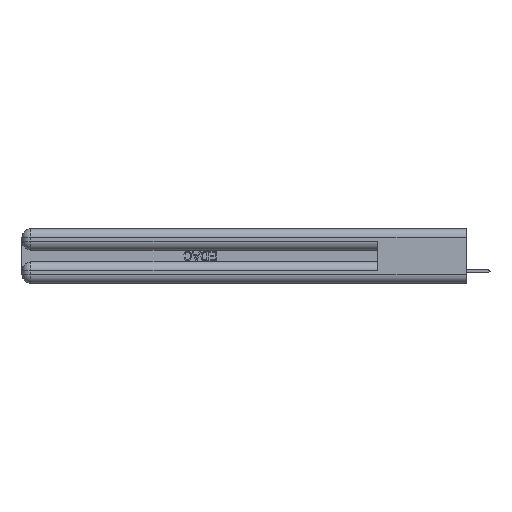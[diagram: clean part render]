
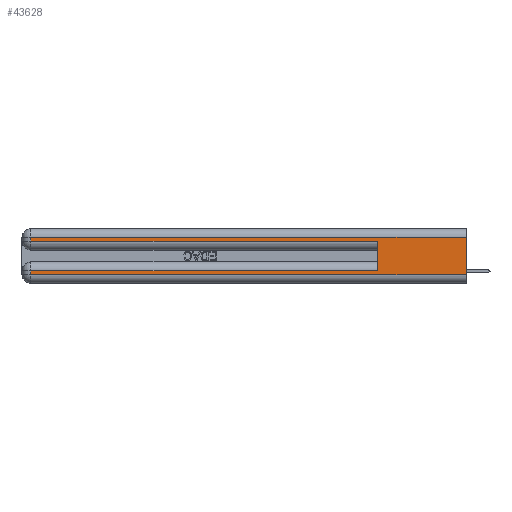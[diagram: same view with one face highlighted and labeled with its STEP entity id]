
A CAD part, left-side view. The second image highlights one B-rep face of the part: STEP entity #43628.
In plain terms, the highlighted planar face has unit normal (-1, 0, 0).
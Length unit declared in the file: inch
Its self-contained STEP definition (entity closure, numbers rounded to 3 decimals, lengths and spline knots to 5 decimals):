
#532 = VERTEX_POINT ( 'NONE', #43025 ) ;
#1277 = VERTEX_POINT ( 'NONE', #44689 ) ;
#2196 = ORIENTED_EDGE ( 'NONE', *, *, #25870, .T. ) ;
#2448 = CARTESIAN_POINT ( 'NONE',  ( 0., 2.94, 0.285 ) ) ;
#2845 = LINE ( 'NONE', #38799, #42570 ) ;
#4188 = DIRECTION ( 'NONE',  ( 0., 0., 1. ) ) ;
#6968 = EDGE_CURVE ( 'NONE', #29528, #48266, #28015, .T. ) ;
#7407 = VECTOR ( 'NONE', #47664, 39.37008 ) ;
#8071 = DIRECTION ( 'NONE',  ( 0., -1., 0. ) ) ;
#8700 = CARTESIAN_POINT ( 'NONE',  ( 0., 0., 0.37 ) ) ;
#8914 = VERTEX_POINT ( 'NONE', #21326 ) ;
#9929 = EDGE_CURVE ( 'NONE', #1277, #24650, #41722, .T. ) ;
#10386 = VECTOR ( 'NONE', #8071, 39.37008 ) ;
#11165 = CARTESIAN_POINT ( 'NONE',  ( 0., 0., 0.37 ) ) ;
#11432 = ORIENTED_EDGE ( 'NONE', *, *, #9929, .T. ) ;
#12023 = VERTEX_POINT ( 'NONE', #46723 ) ;
#12083 = ORIENTED_EDGE ( 'NONE', *, *, #17846, .T. ) ;
#12611 = ORIENTED_EDGE ( 'NONE', *, *, #49184, .F. ) ;
#13330 = VECTOR ( 'NONE', #37384, 39.37008 ) ;
#13783 = CARTESIAN_POINT ( 'NONE',  ( 0., 0.6, 0.085 ) ) ;
#14014 = ORIENTED_EDGE ( 'NONE', *, *, #25565, .T. ) ;
#14630 = VERTEX_POINT ( 'NONE', #2448 ) ;
#16605 = EDGE_CURVE ( 'NONE', #14630, #48266, #24772, .T. ) ;
#16791 = EDGE_CURVE ( 'NONE', #29528, #12023, #29613, .T. ) ;
#17846 = EDGE_CURVE ( 'NONE', #24650, #14630, #42229, .T. ) ;
#17985 = ORIENTED_EDGE ( 'NONE', *, *, #16791, .T. ) ;
#21326 = CARTESIAN_POINT ( 'NONE',  ( 0., 2.94, 0.06 ) ) ;
#23250 = VECTOR ( 'NONE', #42065, 39.37008 ) ;
#24650 = VERTEX_POINT ( 'NONE', #32756 ) ;
#24772 = LINE ( 'NONE', #30140, #10386 ) ;
#25565 = EDGE_CURVE ( 'NONE', #12023, #8914, #2845, .T. ) ;
#25870 = EDGE_CURVE ( 'NONE', #8914, #532, #46679, .T. ) ;
#26138 = DIRECTION ( 'NONE',  ( 0., 0., -1. ) ) ;
#28015 = LINE ( 'NONE', #46061, #48583 ) ;
#29528 = VERTEX_POINT ( 'NONE', #13783 ) ;
#29613 = LINE ( 'NONE', #43833, #7407 ) ;
#29705 = ORIENTED_EDGE ( 'NONE', *, *, #16605, .T. ) ;
#30140 = CARTESIAN_POINT ( 'NONE',  ( 0., 0., 0.285 ) ) ;
#31016 = CARTESIAN_POINT ( 'NONE',  ( 0., 0.6, 0.285 ) ) ;
#31927 = VECTOR ( 'NONE', #42332, 39.37008 ) ;
#32581 = ORIENTED_EDGE ( 'NONE', *, *, #6968, .F. ) ;
#32756 = CARTESIAN_POINT ( 'NONE',  ( 0., 2.94, 0.31 ) ) ;
#33334 = CARTESIAN_POINT ( 'NONE',  ( 0., 0., 0.31 ) ) ;
#35490 = VECTOR ( 'NONE', #43074, 39.37008 ) ;
#36088 = LINE ( 'NONE', #8700, #35490 ) ;
#37384 = DIRECTION ( 'NONE',  ( 0., 1., 0. ) ) ;
#37793 = DIRECTION ( 'NONE',  ( 1., 0., 0. ) ) ;
#38195 = CARTESIAN_POINT ( 'NONE',  ( 0., 0., 0.06 ) ) ;
#38758 = CARTESIAN_POINT ( 'NONE',  ( 0., 2.94, 0.37 ) ) ;
#38799 = CARTESIAN_POINT ( 'NONE',  ( 0., 2.94, 0.37 ) ) ;
#40034 = AXIS2_PLACEMENT_3D ( 'NONE', #11165, #37793, #26138 ) ;
#41722 = LINE ( 'NONE', #33334, #13330 ) ;
#42065 = DIRECTION ( 'NONE',  ( 0., -1., 0. ) ) ;
#42229 = LINE ( 'NONE', #38758, #31927 ) ;
#42332 = DIRECTION ( 'NONE',  ( 0., 0., -1. ) ) ;
#42570 = VECTOR ( 'NONE', #49262, 39.37008 ) ;
#43025 = CARTESIAN_POINT ( 'NONE',  ( 0., 0., 0.06 ) ) ;
#43074 = DIRECTION ( 'NONE',  ( 0., 0., -1. ) ) ;
#43628 = ADVANCED_FACE ( 'NONE', ( #45504 ), #49867, .F. ) ;
#43833 = CARTESIAN_POINT ( 'NONE',  ( 0., 0., 0.085 ) ) ;
#44689 = CARTESIAN_POINT ( 'NONE',  ( 0., 0., 0.31 ) ) ;
#45504 = FACE_OUTER_BOUND ( 'NONE', #45898, .T. ) ;
#45898 = EDGE_LOOP ( 'NONE', ( #12611, #11432, #12083, #29705, #32581, #17985, #14014, #2196 ) ) ;
#46061 = CARTESIAN_POINT ( 'NONE',  ( 0., 0.6, 0.145 ) ) ;
#46679 = LINE ( 'NONE', #38195, #23250 ) ;
#46723 = CARTESIAN_POINT ( 'NONE',  ( 0., 2.94, 0.085 ) ) ;
#47664 = DIRECTION ( 'NONE',  ( 0., 1., 0. ) ) ;
#48266 = VERTEX_POINT ( 'NONE', #31016 ) ;
#48583 = VECTOR ( 'NONE', #4188, 39.37008 ) ;
#49184 = EDGE_CURVE ( 'NONE', #1277, #532, #36088, .T. ) ;
#49262 = DIRECTION ( 'NONE',  ( 0., 0., -1. ) ) ;
#49867 = PLANE ( 'NONE',  #40034 ) ;
